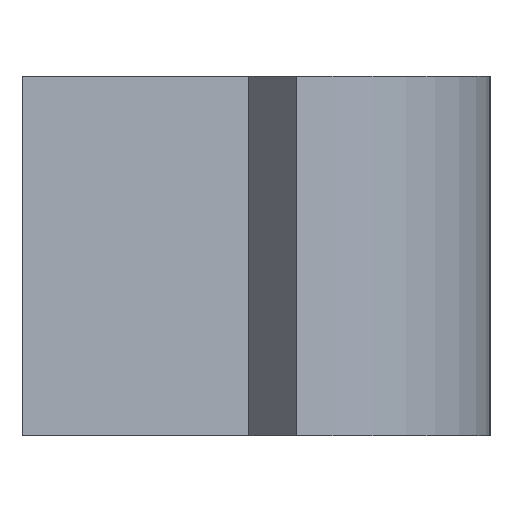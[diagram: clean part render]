
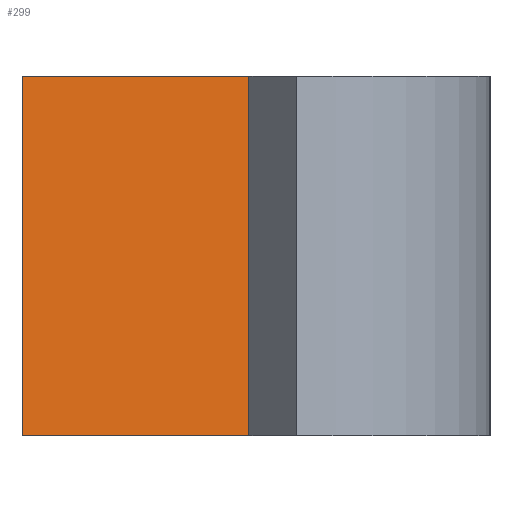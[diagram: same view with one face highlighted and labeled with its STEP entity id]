
A CAD part, left-side view. The second image highlights one B-rep face of the part: STEP entity #299.
In plain terms, the highlighted planar face has unit normal (-0.985, -0.174, 0).
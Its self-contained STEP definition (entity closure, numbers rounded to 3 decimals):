
#18=FACE_OUTER_BOUND('',#34,.T.);
#34=EDGE_LOOP('',(#200,#201,#202,#203));
#50=LINE('',#438,#90);
#51=LINE('',#440,#91);
#52=LINE('',#442,#92);
#53=LINE('',#443,#93);
#90=VECTOR('',#360,10.);
#91=VECTOR('',#361,10.);
#92=VECTOR('',#362,10.);
#93=VECTOR('',#363,10.);
#130=VERTEX_POINT('',#436);
#131=VERTEX_POINT('',#437);
#132=VERTEX_POINT('',#439);
#133=VERTEX_POINT('',#441);
#158=EDGE_CURVE('',#130,#131,#50,.T.);
#159=EDGE_CURVE('',#132,#130,#51,.T.);
#160=EDGE_CURVE('',#133,#132,#52,.T.);
#161=EDGE_CURVE('',#133,#131,#53,.T.);
#200=ORIENTED_EDGE('',*,*,#158,.F.);
#201=ORIENTED_EDGE('',*,*,#159,.F.);
#202=ORIENTED_EDGE('',*,*,#160,.F.);
#203=ORIENTED_EDGE('',*,*,#161,.T.);
#284=PLANE('',#338);
#299=ADVANCED_FACE('',(#18),#284,.F.);
#338=AXIS2_PLACEMENT_3D('',#435,#358,#359);
#358=DIRECTION('center_axis',(0.985,0.174,0.));
#359=DIRECTION('ref_axis',(-0.174,0.985,0.));
#360=DIRECTION('',(0.174,-0.985,0.));
#361=DIRECTION('',(0.,0.,1.));
#362=DIRECTION('',(-0.174,0.985,0.));
#363=DIRECTION('',(0.,0.,1.));
#435=CARTESIAN_POINT('Origin',(9.134,-7.565,0.));
#436=CARTESIAN_POINT('',(7.8,0.,12.));
#437=CARTESIAN_POINT('',(9.134,-7.565,12.));
#438=CARTESIAN_POINT('',(9.416,-9.164,12.));
#439=CARTESIAN_POINT('',(7.8,0.,0.));
#440=CARTESIAN_POINT('',(7.8,0.,0.));
#441=CARTESIAN_POINT('',(9.134,-7.565,0.));
#442=CARTESIAN_POINT('',(9.416,-9.164,0.));
#443=CARTESIAN_POINT('',(9.134,-7.565,0.));
